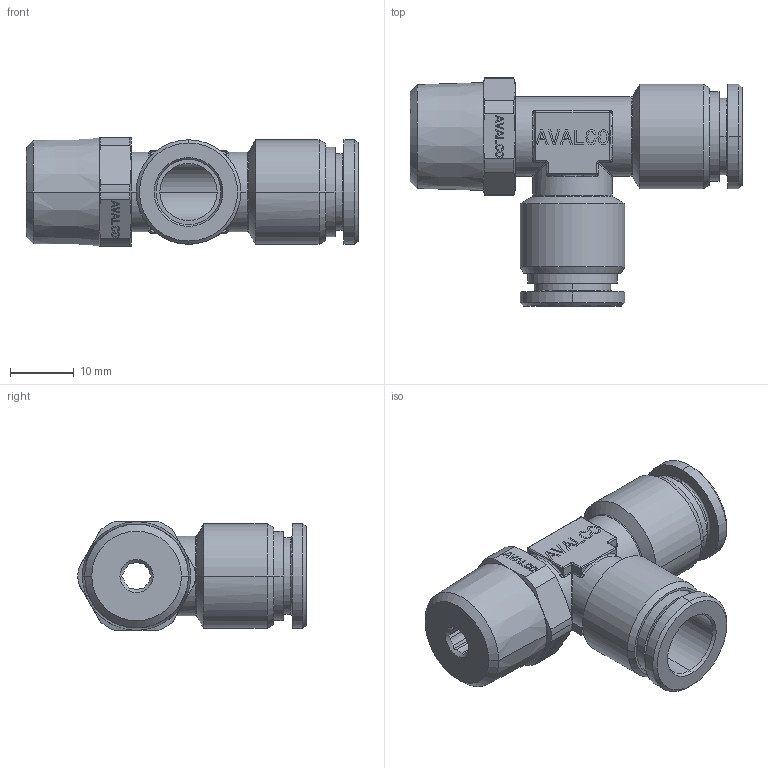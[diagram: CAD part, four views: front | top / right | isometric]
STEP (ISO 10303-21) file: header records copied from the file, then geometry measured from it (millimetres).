
FILE_DESCRIPTION(('CATIA V5 STEP Exchange'),'2;1');
FILE_NAME('PR425B-10R38.stp','2018-04-14T14:35:54+00:00',('none'),('none'),'CATIA Version 5 Release 21 GA (IN-10)','CATIA V5 STEP AP203','none');
FILE_SCHEMA(('CONFIG_CONTROL_DESIGN'));
Length unit declared in the file: millimetre
Products named in the file (1): PR425B-10R38
Bounding box: 52.1 x 35.8 x 17 mm (x, y, z)
Volume: 8469.5 mm3; surface area: 6864 mm2
Topology: 1 solids, 1 shells, 824 faces, 2157 edges, 1394 vertices
Faces by surface type: plane 620, cylinder 94, cone 44, torus 32, bspline 22, sphere 12
Entity records: 26574 total; most frequent: CARTESIAN_POINT 7214, ORIENTED_EDGE 4314, DIRECTION 3352, EDGE_CURVE 2157, VECTOR 1743, LINE 1743, VERTEX_POINT 1394, AXIS2_PLACEMENT_3D 918
